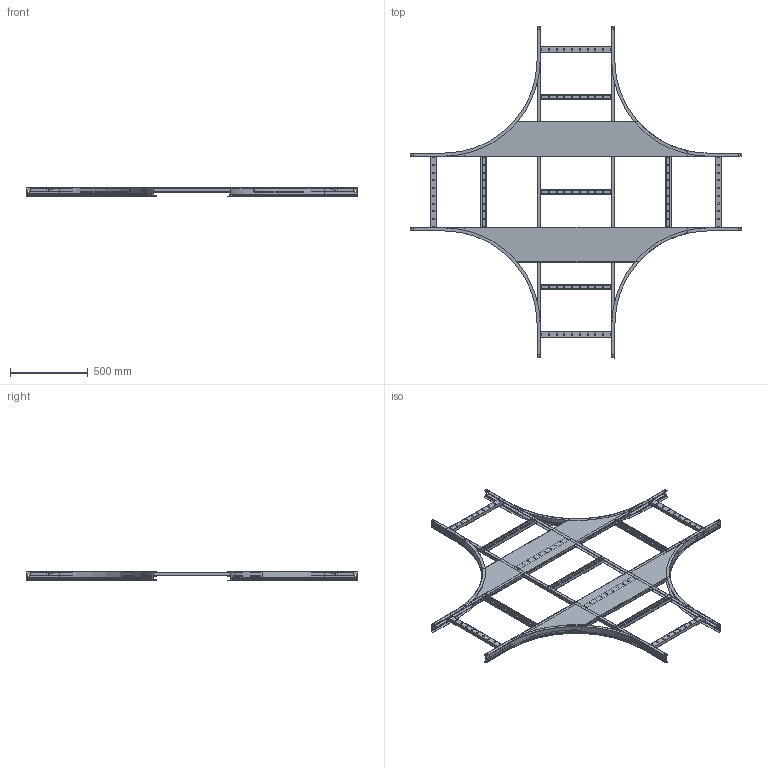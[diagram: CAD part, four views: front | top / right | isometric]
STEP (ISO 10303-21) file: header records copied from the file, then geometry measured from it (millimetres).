
FILE_DESCRIPTION (( 'STEP AP214' ), '1' );
FILE_NAME ('EAKR05-4--03 (55x500).STEP', '2021-03-08T07:51:49', ( '' ), ( '' ), 'SwSTEP 2.0', 'SolidWorks 2017', '' );
FILE_SCHEMA (( 'AUTOMOTIVE_DESIGN' ));
Length unit declared in the file: millimetre
Products named in the file (8): 岓臍 195.02.20 冓憵 600-00_-03 (500); ÊÈÂÀ 195.02.04 Ï-ïðîôèëü-00_-03 (2074); ÊÈÂÀ 195.02.01 Ëîíæåðîí áàçîâûé-00_-00; ÊÈÂÀ 195.01.03_Ïëàíêà ïîïåðå÷íàÿ-00_-03; ÊÈÂÀ 195.02.05 Ï-ïðîôèëü-00_668.2; EAKR05-4--03 (55x500); 195.02.02_Ïëàñòèíà ñîåäèíèòåëüíàÿ-00_-03 (500); 岓臍 195.02.10 捘 冓憵-00_-03 (2074)
Assembly tree (24 placements, depth 3):
  EAKR05-4--03 (55x500)
    岓臍 195.02.10 捘 冓憵-00_-03 (2074)
      ÊÈÂÀ 195.02.04 Ï-ïðîôèëü-00_-03 (2074)  x2
      ÊÈÂÀ 195.01.03_Ïëàíêà ïîïåðå÷íàÿ-00_-03  x7
    ÊÈÂÀ 195.02.01 Ëîíæåðîí áàçîâûé-00_-00  x4
    岓臍 195.02.20 冓憵 600-00_-03 (500)  x2
      ÊÈÂÀ 195.02.05 Ï-ïðîôèëü-00_668.2
      ÊÈÂÀ 195.01.03_Ïëàíêà ïîïåðå÷íàÿ-00_-03
    195.02.02_Ïëàñòèíà ñîåäèíèòåëüíàÿ-00_-03 (500)  x4
Bounding box: 2134 x 2134 x 56.48 mm (x, y, z)
Volume: 3048144.9 mm3; surface area: 5149854.4 mm2
Topology: 25 solids, 25 shells, 1678 faces, 4468 edges, 2840 vertices
Faces by surface type: plane 1186, cylinder 452, torus 24, cone 16
Entity records: 9686 total; most frequent: DIRECTION 1662, CARTESIAN_POINT 1615, ORIENTED_EDGE 1576, EDGE_CURVE 788, VECTOR 592, LINE 592, AXIS2_PLACEMENT_3D 535, VERTEX_POINT 488
